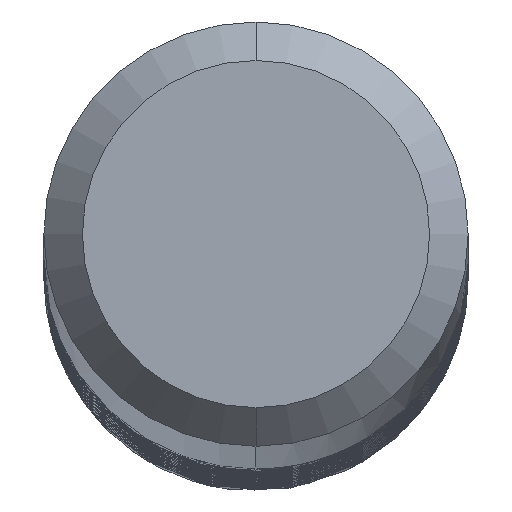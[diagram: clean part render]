
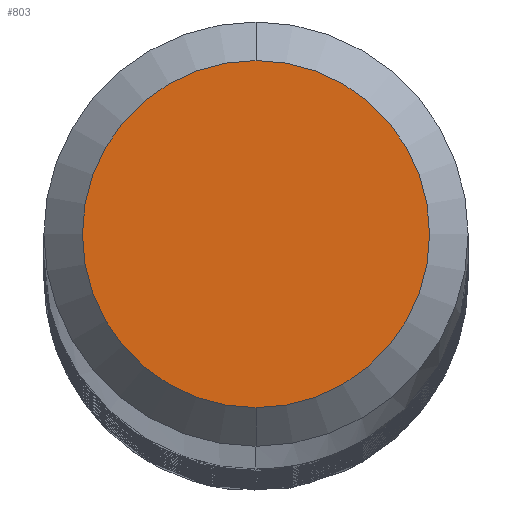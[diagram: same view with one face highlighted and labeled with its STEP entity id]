
A CAD part, top view. The second image highlights one B-rep face of the part: STEP entity #803.
In plain terms, the highlighted planar face has unit normal (0, 0, 1).
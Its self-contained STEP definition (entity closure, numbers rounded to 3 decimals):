
#803=ADVANCED_FACE('',(#1710),#1711,.T.);
#805=VERTEX_POINT('',#1713);
#1025=EDGE_CURVE('',#1193,#805,#1952,.T.);
#1193=VERTEX_POINT('',#2134);
#1277=EDGE_CURVE('',#805,#1193,#2223,.T.);
#1710=FACE_OUTER_BOUND('',#26371,.T.);
#1711=PLANE('',#26372);
#1713=CARTESIAN_POINT('',(0.,-1.35,0.0));
#1952=CIRCLE('',#40622,1.35);
#2134=CARTESIAN_POINT('',(0.0,1.35,0.0));
#2223=CIRCLE('',#57578,1.35);
#26371=EDGE_LOOP('',(#59408,#59409));
#26372=AXIS2_PLACEMENT_3D('',#59410,#59411,#59412);
#40622=AXIS2_PLACEMENT_3D('',#59623,#59624,#59625);
#57578=AXIS2_PLACEMENT_3D('',#59852,#59853,#59854);
#59408=ORIENTED_EDGE('',*,*,#1025,.F.);
#59409=ORIENTED_EDGE('',*,*,#1277,.F.);
#59410=CARTESIAN_POINT('',(0.0,0.675,0.0));
#59411=DIRECTION('',(-0.0,0.0,1.0));
#59412=DIRECTION('',(0.0,-1.0,0.0));
#59623=CARTESIAN_POINT('',(0.0,0.0,0.0));
#59624=DIRECTION('',(0.0,0.0,-1.0));
#59625=DIRECTION('',(0.0,1.0,0.0));
#59852=CARTESIAN_POINT('',(0.0,0.0,0.0));
#59853=DIRECTION('',(0.0,0.0,-1.0));
#59854=DIRECTION('',(0.0,1.0,0.0));
